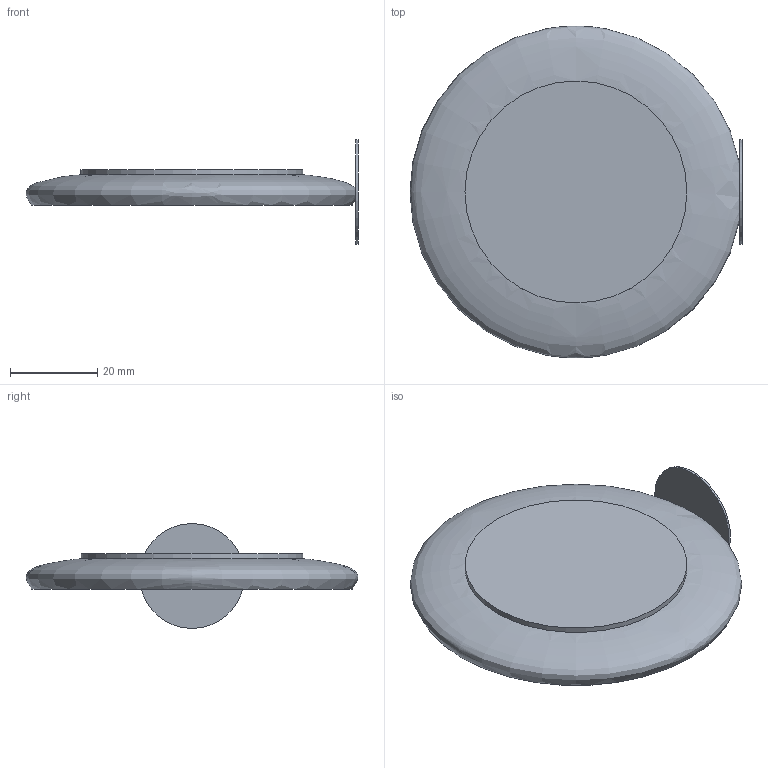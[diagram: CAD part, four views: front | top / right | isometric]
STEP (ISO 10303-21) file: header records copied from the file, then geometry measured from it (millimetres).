
FILE_DESCRIPTION(/* description */ (''),/* implementation_level */ '2;1');
FILE_NAME(/* name */ 'Practice 2.step',/* time_stamp */ '2023-05-14T14:47:02-07:00',/* author */ (''),/* organization */ (''),/* preprocessor_version */ 'ST-DEVELOPER v19.2',/* originating_system */ 'Autodesk Translation Framework v12.4.0.73',/* authorisation */ '');
FILE_SCHEMA (('AUTOMOTIVE_DESIGN { 1 0 10303 214 3 1 1 }'));
Length unit declared in the file: millimetre
Products named in the file (2): Small Disc Golf Set; Practice 2
Assembly tree (1 placements, depth 2):
  Small Disc Golf Set
    Practice 2
Bounding box: 75.97 x 75.94 x 24 mm (x, y, z)
Volume: 6985.5 mm3; surface area: 12005.6 mm2
Topology: 1 solids, 1 shells, 10 faces, 19 edges, 13 vertices
Faces by surface type: plane 4, cylinder 3, bspline 2, cone 1
Full cylindrical faces by diameter (mm): 24 x1, 48.272 x1, 50.772 x1
Entity records: 780 total; most frequent: CARTESIAN_POINT 524, DIRECTION 50, ORIENTED_EDGE 38, AXIS2_PLACEMENT_3D 23, EDGE_CURVE 19, VERTEX_POINT 13, EDGE_LOOP 12, CIRCLE 12
